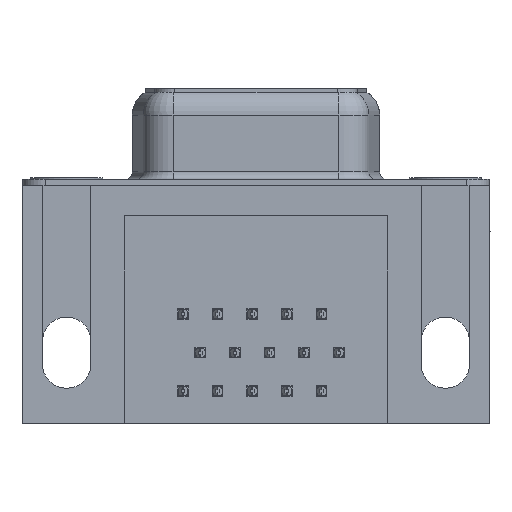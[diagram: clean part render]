
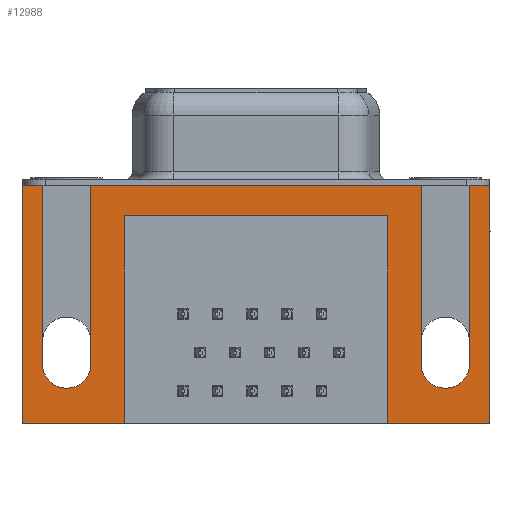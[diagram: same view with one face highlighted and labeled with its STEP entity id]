
A CAD part, front view. The second image highlights one B-rep face of the part: STEP entity #12988.
In plain terms, the highlighted planar face has unit normal (0, -1, 0).
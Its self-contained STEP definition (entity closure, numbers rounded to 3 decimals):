
#3 = VERTEX_POINT ( 'NONE', #17396 ) ;
#38 = CARTESIAN_POINT ( 'NONE',  ( -2.91, -6.275, 0. ) ) ;
#580 = LINE ( 'NONE', #23097, #23361 ) ;
#686 = CARTESIAN_POINT ( 'NONE',  ( 26.59, -6.275, 0. ) ) ;
#889 = ORIENTED_EDGE ( 'NONE', *, *, #25283, .F. ) ;
#918 = VERTEX_POINT ( 'NONE', #15346 ) ;
#932 = VECTOR ( 'NONE', #15700, 1000. ) ;
#1288 = CARTESIAN_POINT ( 'NONE',  ( 3.79, -6.275, -15.7 ) ) ;
#1407 = DIRECTION ( 'NONE',  ( -1., 0., 0. ) ) ;
#1468 = EDGE_CURVE ( 'NONE', #22249, #14827, #21473, .T. ) ;
#1545 = VERTEX_POINT ( 'NONE', #29473 ) ;
#1616 = CARTESIAN_POINT ( 'NONE',  ( 27.9, -6.275, -15.7 ) ) ;
#2216 = AXIS2_PLACEMENT_3D ( 'NONE', #16994, #3437, #19279 ) ;
#2402 = DIRECTION ( 'NONE',  ( 1., 0., 0. ) ) ;
#2423 = CARTESIAN_POINT ( 'NONE',  ( 1.6, -6.275, -11.78 ) ) ;
#2795 = EDGE_CURVE ( 'NONE', #9386, #21048, #17843, .T. ) ;
#2978 = ORIENTED_EDGE ( 'NONE', *, *, #10416, .F. ) ;
#3247 = VERTEX_POINT ( 'NONE', #21629 ) ;
#3437 = DIRECTION ( 'NONE',  ( 0., -1., 0. ) ) ;
#3489 = ORIENTED_EDGE ( 'NONE', *, *, #17043, .F. ) ;
#4077 = EDGE_CURVE ( 'NONE', #9386, #918, #23520, .T. ) ;
#4345 = VECTOR ( 'NONE', #19605, 1000. ) ;
#4477 = ORIENTED_EDGE ( 'NONE', *, *, #21432, .F. ) ;
#4595 = DIRECTION ( 'NONE',  ( 1., 0., 0. ) ) ;
#4769 = FACE_OUTER_BOUND ( 'NONE', #25559, .T. ) ;
#4964 = CARTESIAN_POINT ( 'NONE',  ( 1.6, -6.275, 0. ) ) ;
#4997 = CARTESIAN_POINT ( 'NONE',  ( 26.59, -6.275, 0. ) ) ;
#5125 = CIRCLE ( 'NONE', #7706, 1.6 ) ;
#5157 = VERTEX_POINT ( 'NONE', #17411 ) ;
#5546 = ORIENTED_EDGE ( 'NONE', *, *, #4077, .F. ) ;
#5816 = DIRECTION ( 'NONE',  ( 0., 0., -1. ) ) ;
#5830 = VECTOR ( 'NONE', #8823, 1000. ) ;
#5914 = LINE ( 'NONE', #13628, #28647 ) ;
#6157 = CARTESIAN_POINT ( 'NONE',  ( 21.2, -6.275, -2. ) ) ;
#6917 = CARTESIAN_POINT ( 'NONE',  ( 27.9, -6.275, -2.5 ) ) ;
#6923 = CARTESIAN_POINT ( 'NONE',  ( -2.91, -6.275, 0. ) ) ;
#6962 = DIRECTION ( 'NONE',  ( -1., 0., 0. ) ) ;
#7071 = LINE ( 'NONE', #24838, #932 ) ;
#7203 = DIRECTION ( 'NONE',  ( 0., 0., -1. ) ) ;
#7706 = AXIS2_PLACEMENT_3D ( 'NONE', #28688, #15047, #1407 ) ;
#7764 = VERTEX_POINT ( 'NONE', #21183 ) ;
#8015 = CARTESIAN_POINT ( 'NONE',  ( 23.39, -6.275, 0. ) ) ;
#8120 = CARTESIAN_POINT ( 'NONE',  ( 27.9, -6.275, 0. ) ) ;
#8794 = EDGE_CURVE ( 'NONE', #14940, #21048, #28418, .T. ) ;
#8823 = DIRECTION ( 'NONE',  ( 0., 0., 1. ) ) ;
#8853 = CARTESIAN_POINT ( 'NONE',  ( 27.9, -6.275, -15.7 ) ) ;
#8892 = ORIENTED_EDGE ( 'NONE', *, *, #19506, .F. ) ;
#8926 = DIRECTION ( 'NONE',  ( 0., 0., 1. ) ) ;
#9386 = VERTEX_POINT ( 'NONE', #21083 ) ;
#9396 = PLANE ( 'NONE',  #11717 ) ;
#9431 = VECTOR ( 'NONE', #8926, 1000. ) ;
#9779 = EDGE_CURVE ( 'NONE', #918, #15131, #7071, .T. ) ;
#10154 = CARTESIAN_POINT ( 'NONE',  ( 1.6, -6.275, 0. ) ) ;
#10188 = ORIENTED_EDGE ( 'NONE', *, *, #1468, .F. ) ;
#10251 = VECTOR ( 'NONE', #5816, 1000. ) ;
#10253 = CARTESIAN_POINT ( 'NONE',  ( -2.91, -6.275, 0. ) ) ;
#10400 = ORIENTED_EDGE ( 'NONE', *, *, #28029, .F. ) ;
#10416 = EDGE_CURVE ( 'NONE', #19751, #1545, #24375, .T. ) ;
#10552 = CARTESIAN_POINT ( 'NONE',  ( -1.6, -6.275, 0. ) ) ;
#10775 = LINE ( 'NONE', #4997, #28182 ) ;
#10885 = LINE ( 'NONE', #22750, #16875 ) ;
#10986 = ORIENTED_EDGE ( 'NONE', *, *, #19277, .F. ) ;
#11102 = LINE ( 'NONE', #10552, #4345 ) ;
#11474 = LINE ( 'NONE', #38, #22811 ) ;
#11660 = DIRECTION ( 'NONE',  ( 0., 0., -1. ) ) ;
#11717 = AXIS2_PLACEMENT_3D ( 'NONE', #16093, #25230, #11660 ) ;
#11928 = ORIENTED_EDGE ( 'NONE', *, *, #24271, .F. ) ;
#12227 = ORIENTED_EDGE ( 'NONE', *, *, #9779, .F. ) ;
#12988 = ADVANCED_FACE ( 'NONE', ( #4769 ), #9396, .T. ) ;
#13628 = CARTESIAN_POINT ( 'NONE',  ( -2.91, -6.275, 0. ) ) ;
#13843 = ORIENTED_EDGE ( 'NONE', *, *, #29022, .F. ) ;
#14509 = EDGE_CURVE ( 'NONE', #3, #22249, #29201, .T. ) ;
#14827 = VERTEX_POINT ( 'NONE', #4964 ) ;
#14940 = VERTEX_POINT ( 'NONE', #686 ) ;
#14972 = CARTESIAN_POINT ( 'NONE',  ( -1.6, -6.275, 0. ) ) ;
#15047 = DIRECTION ( 'NONE',  ( 0., -1., 0. ) ) ;
#15131 = VERTEX_POINT ( 'NONE', #6157 ) ;
#15346 = CARTESIAN_POINT ( 'NONE',  ( 21.2, -6.275, -15.7 ) ) ;
#15505 = LINE ( 'NONE', #8015, #10251 ) ;
#15700 = DIRECTION ( 'NONE',  ( 0., 0., 1. ) ) ;
#16093 = CARTESIAN_POINT ( 'NONE',  ( -2.91, -6.275, -2.5 ) ) ;
#16380 = DIRECTION ( 'NONE',  ( 0., 0., 1. ) ) ;
#16572 = ORIENTED_EDGE ( 'NONE', *, *, #8794, .F. ) ;
#16875 = VECTOR ( 'NONE', #6962, 1000. ) ;
#16994 = CARTESIAN_POINT ( 'NONE',  ( 0., -6.275, -11.78 ) ) ;
#17043 = EDGE_CURVE ( 'NONE', #3247, #22398, #15505, .T. ) ;
#17396 = CARTESIAN_POINT ( 'NONE',  ( -1.6, -6.275, -11.78 ) ) ;
#17411 = CARTESIAN_POINT ( 'NONE',  ( 3.79, -6.275, -2. ) ) ;
#17498 = VECTOR ( 'NONE', #28865, 1000. ) ;
#17766 = ORIENTED_EDGE ( 'NONE', *, *, #2795, .T. ) ;
#17843 = LINE ( 'NONE', #6917, #5830 ) ;
#18147 = VERTEX_POINT ( 'NONE', #14972 ) ;
#18321 = VECTOR ( 'NONE', #26998, 1000. ) ;
#18881 = CARTESIAN_POINT ( 'NONE',  ( 23.39, -6.275, -11.78 ) ) ;
#19277 = EDGE_CURVE ( 'NONE', #23496, #18147, #5914, .T. ) ;
#19279 = DIRECTION ( 'NONE',  ( 1., 0., 0. ) ) ;
#19506 = EDGE_CURVE ( 'NONE', #1545, #23496, #25766, .T. ) ;
#19605 = DIRECTION ( 'NONE',  ( 0., 0., -1. ) ) ;
#19700 = VECTOR ( 'NONE', #16380, 1000. ) ;
#19751 = VERTEX_POINT ( 'NONE', #1288 ) ;
#21048 = VERTEX_POINT ( 'NONE', #8120 ) ;
#21083 = CARTESIAN_POINT ( 'NONE',  ( 27.9, -6.275, -15.7 ) ) ;
#21183 = CARTESIAN_POINT ( 'NONE',  ( 26.59, -6.275, -11.78 ) ) ;
#21432 = EDGE_CURVE ( 'NONE', #7764, #14940, #10775, .T. ) ;
#21473 = LINE ( 'NONE', #10154, #9431 ) ;
#21629 = CARTESIAN_POINT ( 'NONE',  ( 23.39, -6.275, 0. ) ) ;
#22249 = VERTEX_POINT ( 'NONE', #2423 ) ;
#22325 = VECTOR ( 'NONE', #27302, 1000. ) ;
#22398 = VERTEX_POINT ( 'NONE', #18881 ) ;
#22747 = ORIENTED_EDGE ( 'NONE', *, *, #27767, .F. ) ;
#22750 = CARTESIAN_POINT ( 'NONE',  ( 3.79, -6.275, -2. ) ) ;
#22811 = VECTOR ( 'NONE', #2402, 1000. ) ;
#22819 = ORIENTED_EDGE ( 'NONE', *, *, #14509, .F. ) ;
#23097 = CARTESIAN_POINT ( 'NONE',  ( 3.79, -6.275, -2. ) ) ;
#23361 = VECTOR ( 'NONE', #7203, 1000. ) ;
#23496 = VERTEX_POINT ( 'NONE', #10253 ) ;
#23520 = LINE ( 'NONE', #1616, #17498 ) ;
#24271 = EDGE_CURVE ( 'NONE', #5157, #19751, #580, .T. ) ;
#24375 = LINE ( 'NONE', #8853, #18321 ) ;
#24838 = CARTESIAN_POINT ( 'NONE',  ( 21.2, -6.275, -2. ) ) ;
#25230 = DIRECTION ( 'NONE',  ( 0., -1., 0. ) ) ;
#25283 = EDGE_CURVE ( 'NONE', #15131, #5157, #10885, .T. ) ;
#25299 = DIRECTION ( 'NONE',  ( 0., 0., 1. ) ) ;
#25540 = CARTESIAN_POINT ( 'NONE',  ( -2.91, -6.275, -2.5 ) ) ;
#25559 = EDGE_LOOP ( 'NONE', ( #4477, #22747, #3489, #10400, #10188, #22819, #13843, #10986, #8892, #2978, #11928, #889, #12227, #5546, #17766, #16572 ) ) ;
#25766 = LINE ( 'NONE', #25540, #19700 ) ;
#26998 = DIRECTION ( 'NONE',  ( -1., 0., 0. ) ) ;
#27302 = DIRECTION ( 'NONE',  ( 1., 0., 0. ) ) ;
#27767 = EDGE_CURVE ( 'NONE', #22398, #7764, #5125, .T. ) ;
#28029 = EDGE_CURVE ( 'NONE', #14827, #3247, #11474, .T. ) ;
#28182 = VECTOR ( 'NONE', #25299, 1000. ) ;
#28418 = LINE ( 'NONE', #6923, #22325 ) ;
#28647 = VECTOR ( 'NONE', #4595, 1000. ) ;
#28688 = CARTESIAN_POINT ( 'NONE',  ( 24.99, -6.275, -11.78 ) ) ;
#28865 = DIRECTION ( 'NONE',  ( -1., 0., 0. ) ) ;
#29022 = EDGE_CURVE ( 'NONE', #18147, #3, #11102, .T. ) ;
#29201 = CIRCLE ( 'NONE', #2216, 1.6 ) ;
#29473 = CARTESIAN_POINT ( 'NONE',  ( -2.91, -6.275, -15.7 ) ) ;
